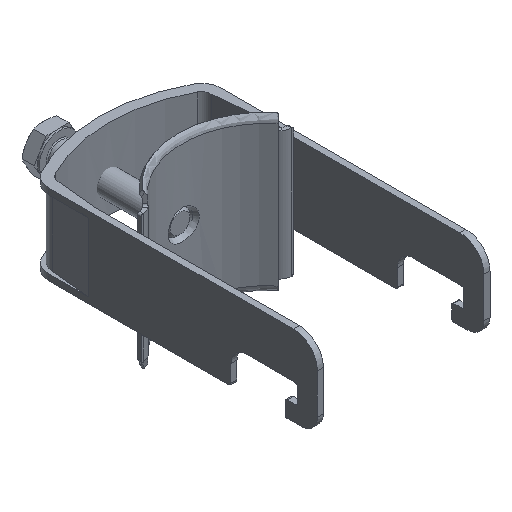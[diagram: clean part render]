
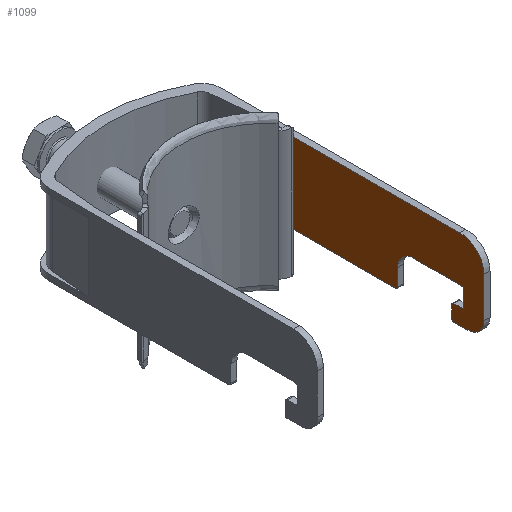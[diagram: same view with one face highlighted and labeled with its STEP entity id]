
A CAD part, isometric view. The second image highlights one B-rep face of the part: STEP entity #1099.
In plain terms, the highlighted planar face has unit normal (-1, 0, 0).
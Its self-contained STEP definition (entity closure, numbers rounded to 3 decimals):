
#74 = EDGE_CURVE ( 'NONE', #1661, #1660, #2505, .T. ) ;
#89 = EDGE_CURVE ( 'NONE', #1649, #1662, #2432, .T. ) ;
#90 = EDGE_CURVE ( 'NONE', #1647, #1645, #2429, .T. ) ;
#150 = CARTESIAN_POINT ( 'NONE',  ( 20., 19.208, -10. ) ) ;
#694 = CARTESIAN_POINT ( 'NONE',  ( 20., 76., 6. ) ) ;
#701 = CARTESIAN_POINT ( 'NONE',  ( 20., 68., 10. ) ) ;
#702 = DIRECTION ( 'NONE',  ( 0., 0., 1. ) ) ;
#706 = DIRECTION ( 'NONE',  ( 0., -1., 0. ) ) ;
#707 = CARTESIAN_POINT ( 'NONE',  ( 20., 68.5, 9.5 ) ) ;
#708 = DIRECTION ( 'NONE',  ( 1., 0., 0. ) ) ;
#709 = DIRECTION ( 'NONE',  ( 0., -1., 0. ) ) ;
#710 = CARTESIAN_POINT ( 'NONE',  ( 20., 71., 10. ) ) ;
#711 = DIRECTION ( 'NONE',  ( 0., 0., -1. ) ) ;
#712 = CARTESIAN_POINT ( 'NONE',  ( 20., 68.5, 6.5 ) ) ;
#713 = DIRECTION ( 'NONE',  ( 1., 0., 0. ) ) ;
#714 = DIRECTION ( 'NONE',  ( 0., -1., 0. ) ) ;
#715 = CARTESIAN_POINT ( 'NONE',  ( 20., 76., 1.25 ) ) ;
#716 = DIRECTION ( 'NONE',  ( 0., -1., 0. ) ) ;
#717 = CARTESIAN_POINT ( 'NONE',  ( 20., 70.6, 5.6 ) ) ;
#718 = DIRECTION ( 'NONE',  ( 1., 0., 0. ) ) ;
#719 = DIRECTION ( 'NONE',  ( 0., -1., 0. ) ) ;
#720 = CARTESIAN_POINT ( 'NONE',  ( 20., 54.5, 10. ) ) ;
#721 = DIRECTION ( 'NONE',  ( 0., 0., 1. ) ) ;
#722 = CARTESIAN_POINT ( 'NONE',  ( 20., 70.4, 1.85 ) ) ;
#723 = DIRECTION ( 'NONE',  ( 1., 0., 0. ) ) ;
#724 = DIRECTION ( 'NONE',  ( 0., -1., 0. ) ) ;
#725 = CARTESIAN_POINT ( 'NONE',  ( 20., 19.208, -8.5 ) ) ;
#726 = DIRECTION ( 'NONE',  ( 0., 0., 1. ) ) ;
#727 = CARTESIAN_POINT ( 'NONE',  ( 20., 58.497, 5.247 ) ) ;
#728 = DIRECTION ( 'NONE',  ( 1., 0., 0. ) ) ;
#729 = DIRECTION ( 'NONE',  ( 0., -1., 0. ) ) ;
#730 = CARTESIAN_POINT ( 'NONE',  ( 20., 54., 9.5 ) ) ;
#731 = DIRECTION ( 'NONE',  ( 1., 0., 0. ) ) ;
#732 = DIRECTION ( 'NONE',  ( 0., -1., 0. ) ) ;
#735 = CARTESIAN_POINT ( 'NONE',  ( 20., 70., -4. ) ) ;
#736 = DIRECTION ( 'NONE',  ( 1., 0., 0. ) ) ;
#737 = DIRECTION ( 'NONE',  ( 0., -1., 0. ) ) ;
#738 = CARTESIAN_POINT ( 'NONE',  ( 20., 72., 6. ) ) ;
#739 = DIRECTION ( 'NONE',  ( -1., 0., 0. ) ) ;
#740 = DIRECTION ( 'NONE',  ( 0., -1., 0. ) ) ;
#855 = CARTESIAN_POINT ( 'NONE',  ( 20., 76., 10. ) ) ;
#856 = DIRECTION ( 'NONE',  ( 0., 1., 0. ) ) ;
#1099 = ADVANCED_FACE ( 'NONE', ( #3724 ), #1449, .T. ) ;
#1444 = DIRECTION ( 'NONE',  ( 0., -1., 0. ) ) ;
#1447 = DIRECTION ( 'NONE',  ( -1., 0., 0. ) ) ;
#1449 = PLANE ( 'NONE',  #2819 ) ;
#1459 = CARTESIAN_POINT ( 'NONE',  ( 20., 76., 10. ) ) ;
#1574 = VERTEX_POINT ( 'NONE', #4146 ) ;
#1575 = VERTEX_POINT ( 'NONE', #4152 ) ;
#1576 = VERTEX_POINT ( 'NONE', #4153 ) ;
#1578 = VERTEX_POINT ( 'NONE', #4155 ) ;
#1580 = VERTEX_POINT ( 'NONE', #4157 ) ;
#1581 = VERTEX_POINT ( 'NONE', #4158 ) ;
#1582 = VERTEX_POINT ( 'NONE', #4159 ) ;
#1583 = VERTEX_POINT ( 'NONE', #4160 ) ;
#1585 = VERTEX_POINT ( 'NONE', #4162 ) ;
#1589 = VERTEX_POINT ( 'NONE', #4166 ) ;
#1598 = VERTEX_POINT ( 'NONE', #4175 ) ;
#1606 = VERTEX_POINT ( 'NONE', #4183 ) ;
#1645 = VERTEX_POINT ( 'NONE', #4222 ) ;
#1647 = VERTEX_POINT ( 'NONE', #4224 ) ;
#1649 = VERTEX_POINT ( 'NONE', #150 ) ;
#1660 = VERTEX_POINT ( 'NONE', #3002 ) ;
#1661 = VERTEX_POINT ( 'NONE', #3003 ) ;
#1662 = VERTEX_POINT ( 'NONE', #3004 ) ;
#1904 = ORIENTED_EDGE ( 'NONE', *, *, #2713, .F. ) ;
#1905 = ORIENTED_EDGE ( 'NONE', *, *, #2714, .T. ) ;
#1906 = ORIENTED_EDGE ( 'NONE', *, *, #2715, .F. ) ;
#1907 = ORIENTED_EDGE ( 'NONE', *, *, #2716, .T. ) ;
#1908 = ORIENTED_EDGE ( 'NONE', *, *, #2717, .T. ) ;
#1909 = ORIENTED_EDGE ( 'NONE', *, *, #2718, .F. ) ;
#1910 = ORIENTED_EDGE ( 'NONE', *, *, #2719, .T. ) ;
#1911 = ORIENTED_EDGE ( 'NONE', *, *, #2720, .F. ) ;
#1912 = ORIENTED_EDGE ( 'NONE', *, *, #2721, .T. ) ;
#1913 = ORIENTED_EDGE ( 'NONE', *, *, #2722, .F. ) ;
#1914 = ORIENTED_EDGE ( 'NONE', *, *, #2723, .F. ) ;
#1915 = ORIENTED_EDGE ( 'NONE', *, *, #2748, .T. ) ;
#1916 = ORIENTED_EDGE ( 'NONE', *, *, #2724, .T. ) ;
#1917 = ORIENTED_EDGE ( 'NONE', *, *, #89, .F. ) ;
#1918 = ORIENTED_EDGE ( 'NONE', *, *, #2725, .F. ) ;
#1919 = ORIENTED_EDGE ( 'NONE', *, *, #90, .T. ) ;
#1920 = ORIENTED_EDGE ( 'NONE', *, *, #2726, .T. ) ;
#1921 = ORIENTED_EDGE ( 'NONE', *, *, #74, .T. ) ;
#2331 = EDGE_LOOP ( 'NONE', ( #1921, #1920, #1919, #1918, #1917, #1916, #1915, #1914, #1913, #1912, #1911, #1910, #1909, #1908, #1907, #1906, #1905, #1904 ) ) ;
#2414 = VECTOR ( 'NONE', #4355, 1000. ) ;
#2417 = VECTOR ( 'NONE', #4364, 1000. ) ;
#2429 = LINE ( 'NONE', #4357, #2414 ) ;
#2432 = LINE ( 'NONE', #4368, #2417 ) ;
#2439 = VECTOR ( 'NONE', #4327, 1000. ) ;
#2505 = LINE ( 'NONE', #4326, #2439 ) ;
#2713 = EDGE_CURVE ( 'NONE', #1661, #1574, #3343, .T. ) ;
#2714 = EDGE_CURVE ( 'NONE', #1589, #1574, #3342, .T. ) ;
#2715 = EDGE_CURVE ( 'NONE', #1589, #1575, #3341, .T. ) ;
#2716 = EDGE_CURVE ( 'NONE', #1576, #1575, #3339, .T. ) ;
#2717 = EDGE_CURVE ( 'NONE', #1581, #1576, #3338, .T. ) ;
#2718 = EDGE_CURVE ( 'NONE', #1581, #1578, #3336, .T. ) ;
#2719 = EDGE_CURVE ( 'NONE', #1585, #1578, #3335, .T. ) ;
#2720 = EDGE_CURVE ( 'NONE', #1585, #1580, #3333, .T. ) ;
#2721 = EDGE_CURVE ( 'NONE', #1582, #1580, #3332, .T. ) ;
#2722 = EDGE_CURVE ( 'NONE', #1582, #1583, #3330, .T. ) ;
#2723 = EDGE_CURVE ( 'NONE', #1583, #1598, #3329, .T. ) ;
#2724 = EDGE_CURVE ( 'NONE', #1649, #1606, #3327, .T. ) ;
#2725 = EDGE_CURVE ( 'NONE', #1662, #1645, #3326, .T. ) ;
#2726 = EDGE_CURVE ( 'NONE', #1660, #1647, #3324, .T. ) ;
#2748 = EDGE_CURVE ( 'NONE', #1606, #1598, #3293, .T. ) ;
#2819 = AXIS2_PLACEMENT_3D ( 'NONE', #1459, #1447, #1444 ) ;
#2970 = AXIS2_PLACEMENT_3D ( 'NONE', #707, #708, #709 ) ;
#2971 = AXIS2_PLACEMENT_3D ( 'NONE', #712, #713, #714 ) ;
#2972 = AXIS2_PLACEMENT_3D ( 'NONE', #717, #718, #719 ) ;
#2973 = AXIS2_PLACEMENT_3D ( 'NONE', #722, #723, #724 ) ;
#2974 = AXIS2_PLACEMENT_3D ( 'NONE', #727, #728, #729 ) ;
#2975 = AXIS2_PLACEMENT_3D ( 'NONE', #730, #731, #732 ) ;
#2976 = AXIS2_PLACEMENT_3D ( 'NONE', #735, #736, #737 ) ;
#2977 = AXIS2_PLACEMENT_3D ( 'NONE', #738, #739, #740 ) ;
#3002 = CARTESIAN_POINT ( 'NONE',  ( 20., 72., 10. ) ) ;
#3003 = CARTESIAN_POINT ( 'NONE',  ( 20., 68.5, 10. ) ) ;
#3004 = CARTESIAN_POINT ( 'NONE',  ( 20., 70., -10. ) ) ;
#3290 = VECTOR ( 'NONE', #856, 1000. ) ;
#3293 = LINE ( 'NONE', #855, #3290 ) ;
#3324 = CIRCLE ( 'NONE', #2977, 4. ) ;
#3325 = VECTOR ( 'NONE', #726, 1000. ) ;
#3326 = CIRCLE ( 'NONE', #2976, 6. ) ;
#3327 = LINE ( 'NONE', #725, #3325 ) ;
#3328 = VECTOR ( 'NONE', #721, 1000. ) ;
#3329 = CIRCLE ( 'NONE', #2975, 0.5 ) ;
#3330 = LINE ( 'NONE', #720, #3328 ) ;
#3331 = VECTOR ( 'NONE', #716, 1000. ) ;
#3332 = CIRCLE ( 'NONE', #2974, 3.997 ) ;
#3333 = LINE ( 'NONE', #715, #3331 ) ;
#3334 = VECTOR ( 'NONE', #711, 1000. ) ;
#3335 = CIRCLE ( 'NONE', #2973, 0.6 ) ;
#3336 = LINE ( 'NONE', #710, #3334 ) ;
#3337 = VECTOR ( 'NONE', #706, 1000. ) ;
#3338 = CIRCLE ( 'NONE', #2972, 0.4 ) ;
#3339 = LINE ( 'NONE', #694, #3337 ) ;
#3340 = VECTOR ( 'NONE', #702, 1000. ) ;
#3341 = CIRCLE ( 'NONE', #2971, 0.5 ) ;
#3342 = LINE ( 'NONE', #701, #3340 ) ;
#3343 = CIRCLE ( 'NONE', #2970, 0.5 ) ;
#3724 = FACE_OUTER_BOUND ( 'NONE', #2331, .T. ) ;
#4146 = CARTESIAN_POINT ( 'NONE',  ( 20., 68., 9.5 ) ) ;
#4152 = CARTESIAN_POINT ( 'NONE',  ( 20., 68.5, 6. ) ) ;
#4153 = CARTESIAN_POINT ( 'NONE',  ( 20., 70.6, 6. ) ) ;
#4155 = CARTESIAN_POINT ( 'NONE',  ( 20., 71., 1.85 ) ) ;
#4157 = CARTESIAN_POINT ( 'NONE',  ( 20., 58.497, 1.25 ) ) ;
#4158 = CARTESIAN_POINT ( 'NONE',  ( 20., 71., 5.6 ) ) ;
#4159 = CARTESIAN_POINT ( 'NONE',  ( 20., 54.5, 5.247 ) ) ;
#4160 = CARTESIAN_POINT ( 'NONE',  ( 20., 54.5, 9.5 ) ) ;
#4162 = CARTESIAN_POINT ( 'NONE',  ( 20., 70.4, 1.25 ) ) ;
#4166 = CARTESIAN_POINT ( 'NONE',  ( 20., 68., 6.5 ) ) ;
#4175 = CARTESIAN_POINT ( 'NONE',  ( 20., 54., 10. ) ) ;
#4183 = CARTESIAN_POINT ( 'NONE',  ( 20., 19.208, 10. ) ) ;
#4222 = CARTESIAN_POINT ( 'NONE',  ( 20., 76., -4. ) ) ;
#4224 = CARTESIAN_POINT ( 'NONE',  ( 20., 76., 6. ) ) ;
#4326 = CARTESIAN_POINT ( 'NONE',  ( 20., 76., 10. ) ) ;
#4327 = DIRECTION ( 'NONE',  ( 0., 1., 0. ) ) ;
#4355 = DIRECTION ( 'NONE',  ( 0., 0., -1. ) ) ;
#4357 = CARTESIAN_POINT ( 'NONE',  ( 20., 76., 10. ) ) ;
#4364 = DIRECTION ( 'NONE',  ( 0., 1., 0. ) ) ;
#4368 = CARTESIAN_POINT ( 'NONE',  ( 20., 76., -10. ) ) ;
